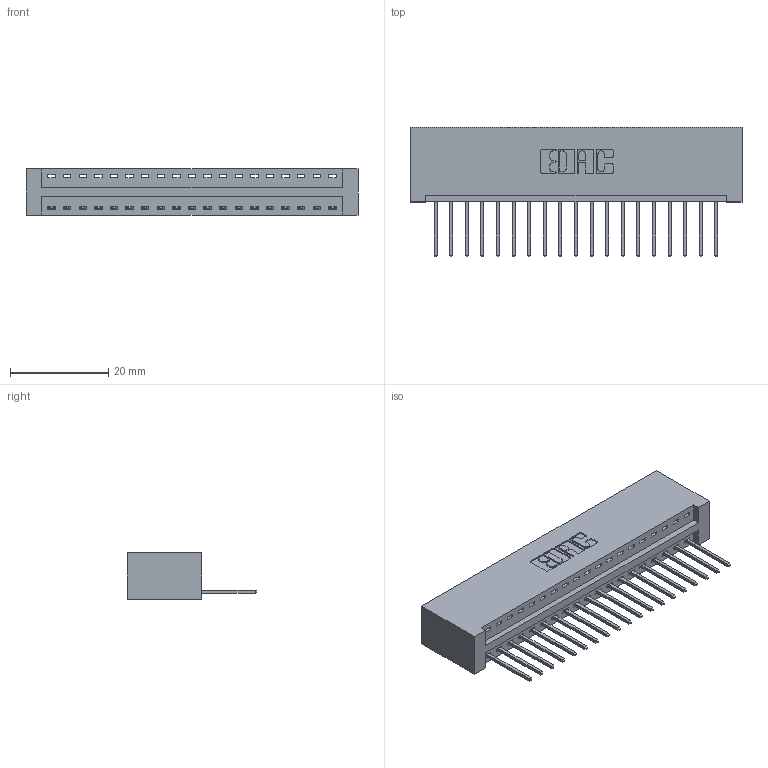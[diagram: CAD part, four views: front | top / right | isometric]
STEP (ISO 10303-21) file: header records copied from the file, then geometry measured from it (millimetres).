
FILE_DESCRIPTION (( 'STEP AP203' ), '1' );
FILE_NAME ('346-019-522-101.STEP', '2022-05-05T15:11:31', ( '' ), ( '' ), 'SwSTEP 2.0', 'SolidWorks 2020', '' );
FILE_SCHEMA (( 'CONFIG_CONTROL_DESIGN' ));
Length unit declared in the file: inch
Products named in the file (3): 346-019-522-101; 346 Part_No Mounting Lugs; 345-292-001_345-293-122
Assembly tree (20 placements, depth 2):
  346-019-522-101
    346 Part_No Mounting Lugs
    345-292-001_345-293-122  x19
Bounding box: 67.56 x 26.42 x 9.4 mm (x, y, z)
Volume: 6860.7 mm3; surface area: 8471.8 mm2
Topology: 20 solids, 20 shells, 1216 faces, 3649 edges, 2406 vertices
Faces by surface type: plane 832, cylinder 384
Entity records: 14629 total; most frequent: CARTESIAN_POINT 2521, ORIENTED_EDGE 2474, DIRECTION 2247, EDGE_CURVE 1237, VECTOR 1037, LINE 1037, VERTEX_POINT 822, AXIS2_PLACEMENT_3D 605
